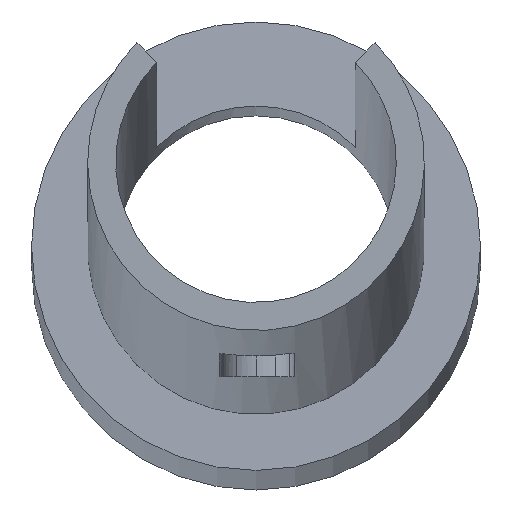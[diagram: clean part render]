
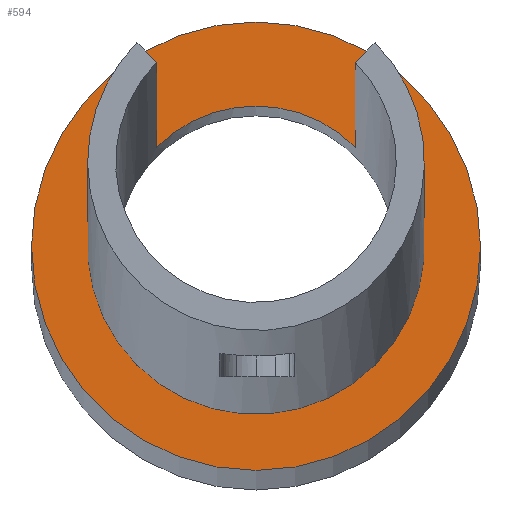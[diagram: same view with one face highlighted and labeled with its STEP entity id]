
A CAD part, front view. The second image highlights one B-rep face of the part: STEP entity #594.
In plain terms, the highlighted planar face has unit normal (0, -0.999, 0.052).
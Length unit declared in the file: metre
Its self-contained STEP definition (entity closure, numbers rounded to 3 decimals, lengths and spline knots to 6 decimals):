
#26=PLANE('',#656);
#67=CIRCLE('',#639,0.009);
#71=CIRCLE('',#653,0.012);
#73=CIRCLE('',#657,0.0075);
#123=ORIENTED_EDGE('',*,*,#268,.T.);
#124=ORIENTED_EDGE('',*,*,#298,.T.);
#125=ORIENTED_EDGE('',*,*,#299,.T.);
#126=ORIENTED_EDGE('',*,*,#300,.F.);
#127=ORIENTED_EDGE('',*,*,#296,.F.);
#268=EDGE_CURVE('',#354,#357,#67,.T.);
#296=EDGE_CURVE('',#385,#385,#71,.T.);
#298=EDGE_CURVE('',#357,#387,#418,.T.);
#299=EDGE_CURVE('',#387,#388,#73,.F.);
#300=EDGE_CURVE('',#354,#388,#419,.T.);
#354=VERTEX_POINT('',#812);
#357=VERTEX_POINT('',#817);
#385=VERTEX_POINT('',#925);
#387=VERTEX_POINT('',#931);
#388=VERTEX_POINT('',#933);
#418=LINE('',#930,#459);
#419=LINE('',#934,#460);
#459=VECTOR('',#725,1.);
#460=VECTOR('',#728,1.);
#507=EDGE_LOOP('',(#123,#124,#125,#126));
#508=EDGE_LOOP('',(#127));
#549=FACE_BOUND('',#507,.T.);
#550=FACE_BOUND('',#508,.T.);
#594=ADVANCED_FACE('',(#549,#550),#26,.T.);
#639=AXIS2_PLACEMENT_3D('',#818,#688,#689);
#653=AXIS2_PLACEMENT_3D('',#924,#717,#718);
#656=AXIS2_PLACEMENT_3D('',#929,#723,#724);
#657=AXIS2_PLACEMENT_3D('',#932,#726,#727);
#688=DIRECTION('',(0.,0.999,-0.052));
#689=DIRECTION('',(0.,0.052,0.999));
#717=DIRECTION('',(0.,0.999,-0.052));
#718=DIRECTION('',(0.,0.052,0.999));
#723=DIRECTION('',(0.,-0.999,0.052));
#724=DIRECTION('',(-1.,0.,0.));
#725=DIRECTION('',(0.707,-0.037,-0.706));
#726=DIRECTION('',(0.,-0.999,0.052));
#727=DIRECTION('',(0.,-0.052,-0.999));
#728=DIRECTION('',(-0.707,-0.037,-0.706));
#812=CARTESIAN_POINT('',(0.336364,0.24001,0.11183));
#817=CARTESIAN_POINT('',(0.323636,0.24001,0.11183));
#818=CARTESIAN_POINT('',(0.33,0.239677,0.105475));
#924=CARTESIAN_POINT('',(0.33,0.239677,0.105475));
#925=CARTESIAN_POINT('',(0.33,0.240305,0.117458));
#929=CARTESIAN_POINT('',(0.33,0.239677,0.105475));
#930=CARTESIAN_POINT('',(0.326818,0.239843,0.108652));
#931=CARTESIAN_POINT('',(0.324697,0.239954,0.110771));
#932=CARTESIAN_POINT('',(0.33,0.239677,0.105475));
#933=CARTESIAN_POINT('',(0.335303,0.239954,0.110771));
#934=CARTESIAN_POINT('',(0.333182,0.239843,0.108652));
